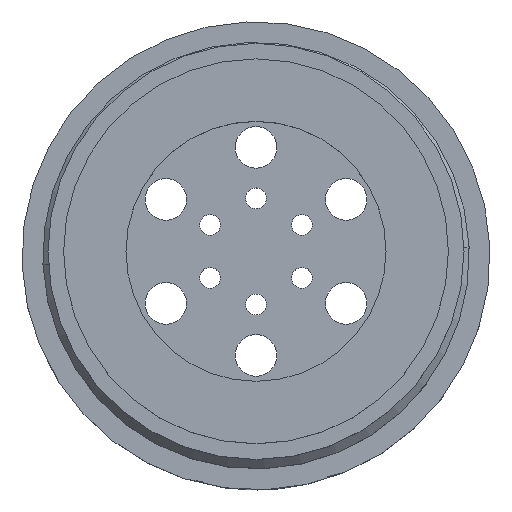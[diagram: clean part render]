
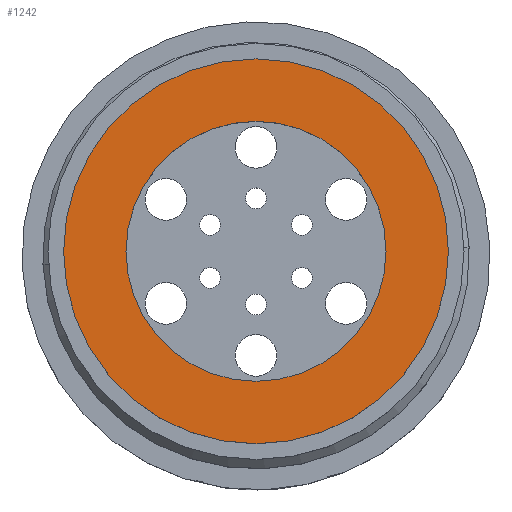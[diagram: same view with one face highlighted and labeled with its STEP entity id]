
A CAD part, top view. The second image highlights one B-rep face of the part: STEP entity #1242.
In plain terms, the highlighted planar face has unit normal (0, 0, 1).
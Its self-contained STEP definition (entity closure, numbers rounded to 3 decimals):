
#183 = CIRCLE ( 'NONE', #4464, 18.5 ) ;
#317 = CARTESIAN_POINT ( 'NONE',  ( -18.5, 0., 0. ) ) ;
#1242 = ADVANCED_FACE ( 'NONE', ( #10975, #12981 ), #15655, .F. ) ;
#1489 = DIRECTION ( 'NONE',  ( 0., 0., 1. ) ) ;
#1989 = ORIENTED_EDGE ( 'NONE', *, *, #2878, .T. ) ;
#2167 = CARTESIAN_POINT ( 'NONE',  ( 0., 0., 0. ) ) ;
#2733 = ORIENTED_EDGE ( 'NONE', *, *, #15511, .F. ) ;
#2878 = EDGE_CURVE ( 'NONE', #11220, #16190, #183, .T. ) ;
#3231 = DIRECTION ( 'NONE',  ( 0., 0., -1. ) ) ;
#3580 = EDGE_CURVE ( 'NONE', #5259, #4194, #11768, .T. ) ;
#4194 = VERTEX_POINT ( 'NONE', #12457 ) ;
#4464 = AXIS2_PLACEMENT_3D ( 'NONE', #9447, #14573, #6966 ) ;
#4734 = DIRECTION ( 'NONE',  ( 0., 0., 1. ) ) ;
#5259 = VERTEX_POINT ( 'NONE', #8917 ) ;
#5296 = CIRCLE ( 'NONE', #12541, 12.5 ) ;
#5661 = CARTESIAN_POINT ( 'NONE',  ( 0., 0., 0. ) ) ;
#5836 = DIRECTION ( 'NONE',  ( 1., 0., 0. ) ) ;
#6383 = ORIENTED_EDGE ( 'NONE', *, *, #14451, .T. ) ;
#6893 = DIRECTION ( 'NONE',  ( 1., 0., 0. ) ) ;
#6966 = DIRECTION ( 'NONE',  ( 1., 0., 0. ) ) ;
#8112 = DIRECTION ( 'NONE',  ( -1., 0., 0. ) ) ;
#8685 = AXIS2_PLACEMENT_3D ( 'NONE', #15768, #3231, #8112 ) ;
#8917 = CARTESIAN_POINT ( 'NONE',  ( -12.5, 0., 0. ) ) ;
#9447 = CARTESIAN_POINT ( 'NONE',  ( 0., 0., 0. ) ) ;
#9688 = CIRCLE ( 'NONE', #10813, 18.5 ) ;
#9893 = EDGE_LOOP ( 'NONE', ( #6383, #1989 ) ) ;
#10615 = DIRECTION ( 'NONE',  ( 1., 0., 0. ) ) ;
#10727 = DIRECTION ( 'NONE',  ( 0., 0., 1. ) ) ;
#10813 = AXIS2_PLACEMENT_3D ( 'NONE', #2167, #4734, #5836 ) ;
#10975 = FACE_BOUND ( 'NONE', #13512, .T. ) ;
#11122 = AXIS2_PLACEMENT_3D ( 'NONE', #5661, #10727, #10615 ) ;
#11220 = VERTEX_POINT ( 'NONE', #317 ) ;
#11660 = CARTESIAN_POINT ( 'NONE',  ( 0., 0., 0. ) ) ;
#11768 = CIRCLE ( 'NONE', #11122, 12.5 ) ;
#12269 = ORIENTED_EDGE ( 'NONE', *, *, #3580, .F. ) ;
#12457 = CARTESIAN_POINT ( 'NONE',  ( 12.5, 0., 0. ) ) ;
#12541 = AXIS2_PLACEMENT_3D ( 'NONE', #11660, #1489, #6893 ) ;
#12981 = FACE_OUTER_BOUND ( 'NONE', #9893, .T. ) ;
#13512 = EDGE_LOOP ( 'NONE', ( #2733, #12269 ) ) ;
#14451 = EDGE_CURVE ( 'NONE', #16190, #11220, #9688, .T. ) ;
#14573 = DIRECTION ( 'NONE',  ( 0., 0., 1. ) ) ;
#15511 = EDGE_CURVE ( 'NONE', #4194, #5259, #5296, .T. ) ;
#15655 = PLANE ( 'NONE',  #8685 ) ;
#15768 = CARTESIAN_POINT ( 'NONE',  ( 0., 18.5, 0. ) ) ;
#16190 = VERTEX_POINT ( 'NONE', #16193 ) ;
#16193 = CARTESIAN_POINT ( 'NONE',  ( 18.5, 0., 0. ) ) ;
